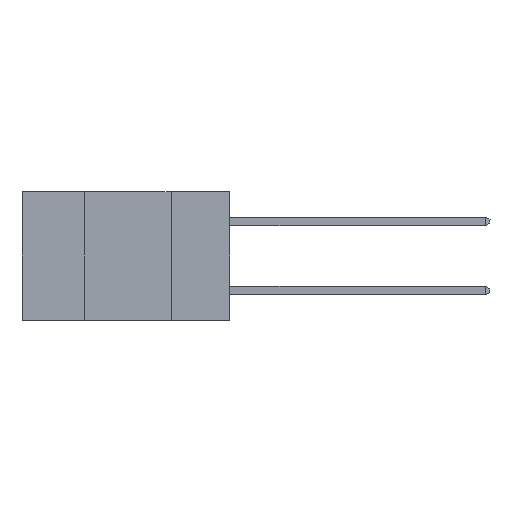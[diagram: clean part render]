
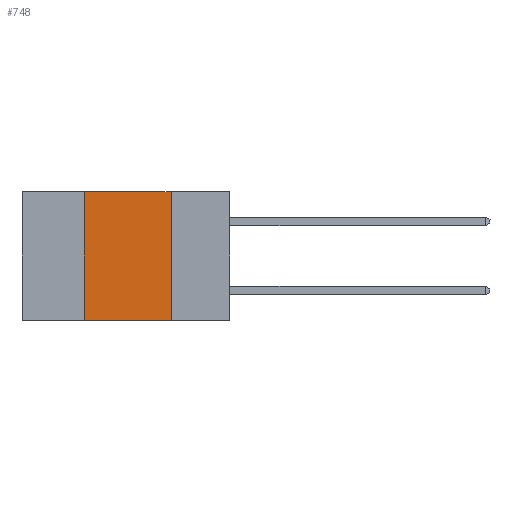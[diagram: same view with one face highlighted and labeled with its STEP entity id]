
A CAD part, left-side view. The second image highlights one B-rep face of the part: STEP entity #748.
In plain terms, the highlighted planar face has unit normal (-1, 0, 0).
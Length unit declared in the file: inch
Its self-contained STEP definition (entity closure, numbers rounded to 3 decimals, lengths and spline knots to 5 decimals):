
#449 = CARTESIAN_POINT ( 'NONE',  ( 0., 0.42, 0. ) ) ;
#467 = DIRECTION ( 'NONE',  ( 1., 0., 0. ) ) ;
#469 = EDGE_CURVE ( 'NONE', #5959, #3160, #4556, .T. ) ;
#748 = ADVANCED_FACE ( 'NONE', ( #9279 ), #9236, .F. ) ;
#1812 = ORIENTED_EDGE ( 'NONE', *, *, #9355, .T. ) ;
#2034 = DIRECTION ( 'NONE',  ( 0., 0., 1. ) ) ;
#2122 = LINE ( 'NONE', #8643, #4276 ) ;
#2173 = VECTOR ( 'NONE', #7640, 39.37008 ) ;
#2336 = EDGE_LOOP ( 'NONE', ( #5750, #6898, #2767, #1812 ) ) ;
#2456 = CARTESIAN_POINT ( 'NONE',  ( 0., 0.6, 0. ) ) ;
#2767 = ORIENTED_EDGE ( 'NONE', *, *, #5531, .F. ) ;
#2799 = VERTEX_POINT ( 'NONE', #449 ) ;
#3160 = VERTEX_POINT ( 'NONE', #6810 ) ;
#3445 = DIRECTION ( 'NONE',  ( 0., 0., -1. ) ) ;
#3463 = AXIS2_PLACEMENT_3D ( 'NONE', #4849, #467, #3445 ) ;
#3881 = VECTOR ( 'NONE', #4605, 39.37008 ) ;
#4276 = VECTOR ( 'NONE', #2034, 39.37008 ) ;
#4556 = LINE ( 'NONE', #8154, #3881 ) ;
#4605 = DIRECTION ( 'NONE',  ( 0., 0., -1. ) ) ;
#4849 = CARTESIAN_POINT ( 'NONE',  ( 0., 0.6, 0. ) ) ;
#5332 = DIRECTION ( 'NONE',  ( 0., -1., 0. ) ) ;
#5484 = LINE ( 'NONE', #6911, #2173 ) ;
#5531 = EDGE_CURVE ( 'NONE', #6184, #2799, #2122, .T. ) ;
#5750 = ORIENTED_EDGE ( 'NONE', *, *, #469, .F. ) ;
#5959 = VERTEX_POINT ( 'NONE', #6264 ) ;
#5982 = CARTESIAN_POINT ( 'NONE',  ( 0., 0.42, -0.37 ) ) ;
#6184 = VERTEX_POINT ( 'NONE', #5982 ) ;
#6264 = CARTESIAN_POINT ( 'NONE',  ( 0., 0.17, 0. ) ) ;
#6708 = VECTOR ( 'NONE', #5332, 39.37008 ) ;
#6810 = CARTESIAN_POINT ( 'NONE',  ( 0., 0.17, -0.37 ) ) ;
#6898 = ORIENTED_EDGE ( 'NONE', *, *, #8006, .F. ) ;
#6911 = CARTESIAN_POINT ( 'NONE',  ( 0., 0.6, -0.37 ) ) ;
#7640 = DIRECTION ( 'NONE',  ( 0., -1., 0. ) ) ;
#8006 = EDGE_CURVE ( 'NONE', #2799, #5959, #9002, .T. ) ;
#8154 = CARTESIAN_POINT ( 'NONE',  ( 0., 0.17, -0.37 ) ) ;
#8643 = CARTESIAN_POINT ( 'NONE',  ( 0., 0.42, -0.37 ) ) ;
#9002 = LINE ( 'NONE', #2456, #6708 ) ;
#9236 = PLANE ( 'NONE',  #3463 ) ;
#9279 = FACE_OUTER_BOUND ( 'NONE', #2336, .T. ) ;
#9355 = EDGE_CURVE ( 'NONE', #6184, #3160, #5484, .T. ) ;
